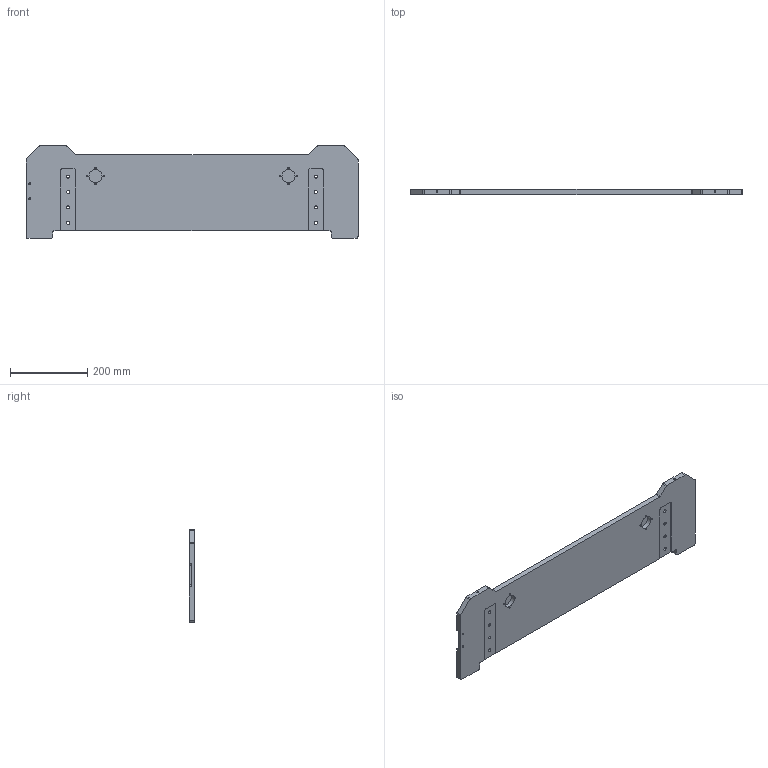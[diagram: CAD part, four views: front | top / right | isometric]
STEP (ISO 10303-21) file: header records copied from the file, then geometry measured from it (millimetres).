
FILE_DESCRIPTION(/* description */ (''),/* implementation_level */ '2;1');
FILE_NAME(/* name */ 'Face avant mirroir v13.step',/* time_stamp */ '2020-10-13T10:10:00+02:00',/* author */ (''),/* organization */ (''),/* preprocessor_version */ 'ST-DEVELOPER v18.1',/* originating_system */ 'Autodesk Translation Framework v9.3.0.1241',/* authorisation */ '');
FILE_SCHEMA (('AUTOMOTIVE_DESIGN { 1 0 10303 214 3 1 1 }'));
Length unit declared in the file: millimetre
Products named in the file (2): Face avant mirroir; Composant1
Assembly tree (1 placements, depth 2):
  Face avant mirroir
    Composant1
Bounding box: 860 x 14 x 240 mm (x, y, z)
Volume: 2397842.6 mm3; surface area: 390337.9 mm2
Topology: 1 solids, 1 shells, 98 faces, 228 edges, 152 vertices
Faces by surface type: cylinder 50, plane 48
Full cylindrical faces by diameter (mm): 3.332 x8, 5.035 x4, 8 x8, 13.5 x8, 34.1 x2
Entity records: 2932 total; most frequent: DIRECTION 530, CARTESIAN_POINT 481, ORIENTED_EDGE 456, EDGE_CURVE 228, AXIS2_PLACEMENT_3D 201, VERTEX_POINT 152, EDGE_LOOP 138, LINE 128
